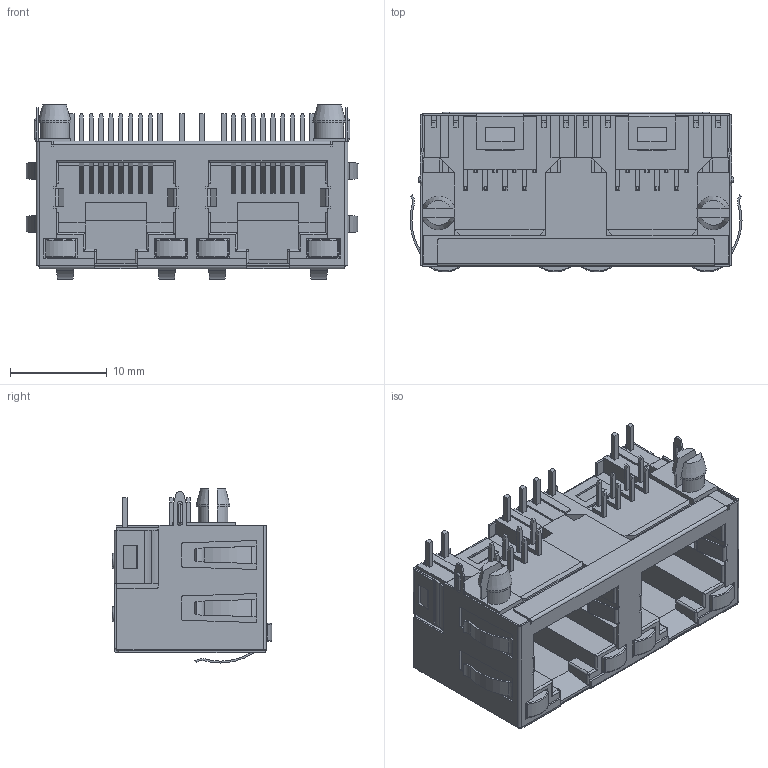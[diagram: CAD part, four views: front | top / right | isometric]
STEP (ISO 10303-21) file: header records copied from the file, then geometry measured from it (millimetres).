
FILE_DESCRIPTION(/* description */ ('Unknown'),/* implementation_level */ '2;1');
FILE_NAME(/* name */ '615016137721',/* time_stamp */ '2016-03-16T08:57:29+01:00',/* author */ ('Unknown'),/* organization */ ('Unknown'),/* preprocessor_version */ 'ST-DEVELOPER v16',/* originating_system */ 'DEX',/* authorisation */ $);
FILE_SCHEMA (('AUTOMOTIVE_DESIGN {1 0 10303 214 3 1 1}'));
Length unit declared in the file: millimetre
Products named in the file (9): 615016137721; Shielding; LED_yellow; Insulator_2; Pin_long; Insulator; Insulator_3; Pin_short; LED_green
Assembly tree (26 placements, depth 2):
  615016137721
    Shielding
    LED_yellow  x2
    Insulator_2  x2
    Pin_long  x8
    Insulator
    Insulator_3  x2
    Pin_short  x8
    LED_green  x2
Bounding box: 34.38 x 16.54 x 18.02 mm (x, y, z)
Volume: 3414.8 mm3; surface area: 9934.8 mm2
Topology: 26 solids, 26 shells, 2016 faces, 5656 edges, 3630 vertices
Faces by surface type: plane 1300, cylinder 588, bspline 74, sphere 26, torus 24, cone 4
Entity records: 44845 total; most frequent: CARTESIAN_POINT 9660, ORIENTED_EDGE 7346, DIRECTION 6677, EDGE_CURVE 3673, LINE 2771, VECTOR 2771, VERTEX_POINT 2354, AXIS2_PLACEMENT_3D 1953
